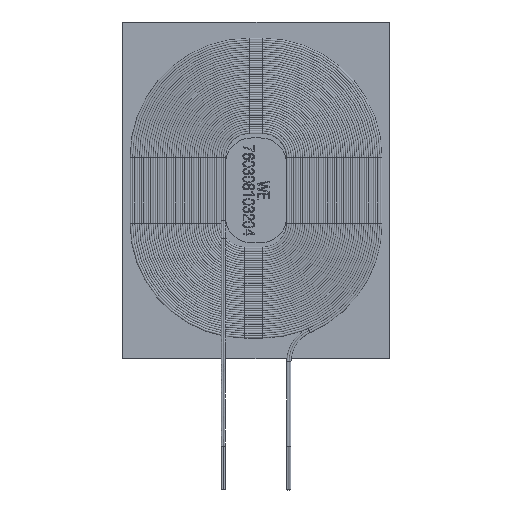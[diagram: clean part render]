
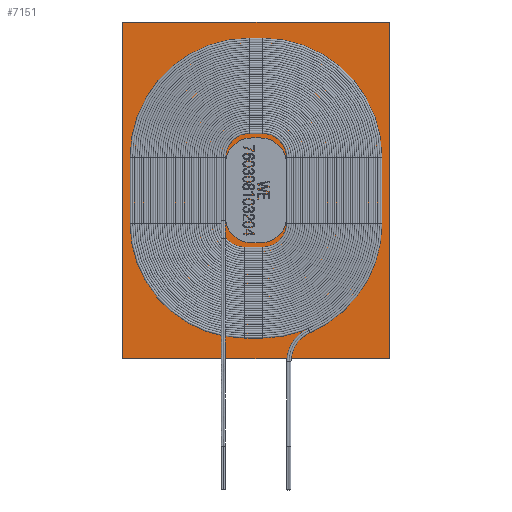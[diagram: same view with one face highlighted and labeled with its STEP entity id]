
A CAD part, top view. The second image highlights one B-rep face of the part: STEP entity #7151.
In plain terms, the highlighted planar face has unit normal (0, 0, 1).
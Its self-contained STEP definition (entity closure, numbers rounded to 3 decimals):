
#3186=ORIENTED_EDGE('',*,*,#4237,.T.);
#3187=ORIENTED_EDGE('',*,*,#4238,.T.);
#3188=ORIENTED_EDGE('',*,*,#4239,.T.);
#3189=ORIENTED_EDGE('',*,*,#4240,.T.);
#4237=EDGE_CURVE('',#4832,#4833,#5136,.T.);
#4238=EDGE_CURVE('',#4833,#4834,#5137,.T.);
#4239=EDGE_CURVE('',#4834,#4835,#5138,.T.);
#4240=EDGE_CURVE('',#4835,#4832,#5139,.T.);
#4832=VERTEX_POINT('',#15794);
#4833=VERTEX_POINT('',#15795);
#4834=VERTEX_POINT('',#15797);
#4835=VERTEX_POINT('',#15799);
#5136=LINE('',#15793,#5444);
#5137=LINE('',#15796,#5445);
#5138=LINE('',#15798,#5446);
#5139=LINE('',#15800,#5447);
#5444=VECTOR('',#11330,1000.);
#5445=VECTOR('',#11331,1000.);
#5446=VECTOR('',#11332,1000.);
#5447=VECTOR('',#11333,1000.);
#5996=EDGE_LOOP('',(#3186,#3187,#3188,#3189));
#6542=FACE_BOUND('',#5996,.T.);
#6658=PLANE('',#9071);
#7151=ADVANCED_FACE('',(#6542),#6658,.T.);
#9071=AXIS2_PLACEMENT_3D('',#15792,#11328,#11329);
#11328=DIRECTION('',(0.,0.,1.));
#11329=DIRECTION('',(1.,0.,0.));
#11330=DIRECTION('',(0.,-1.,0.));
#11331=DIRECTION('',(1.,0.,0.));
#11332=DIRECTION('',(0.,1.,0.));
#11333=DIRECTION('',(-1.,0.,0.));
#15792=CARTESIAN_POINT('',(0.,0.,0.55));
#15793=CARTESIAN_POINT('',(-19.25,15.25,0.55));
#15794=CARTESIAN_POINT('',(-19.25,15.25,0.55));
#15795=CARTESIAN_POINT('',(-19.25,-15.25,0.55));
#15796=CARTESIAN_POINT('',(-19.25,-15.25,0.55));
#15797=CARTESIAN_POINT('',(19.25,-15.25,0.55));
#15798=CARTESIAN_POINT('',(19.25,-15.25,0.55));
#15799=CARTESIAN_POINT('',(19.25,15.25,0.55));
#15800=CARTESIAN_POINT('',(19.25,15.25,0.55));
